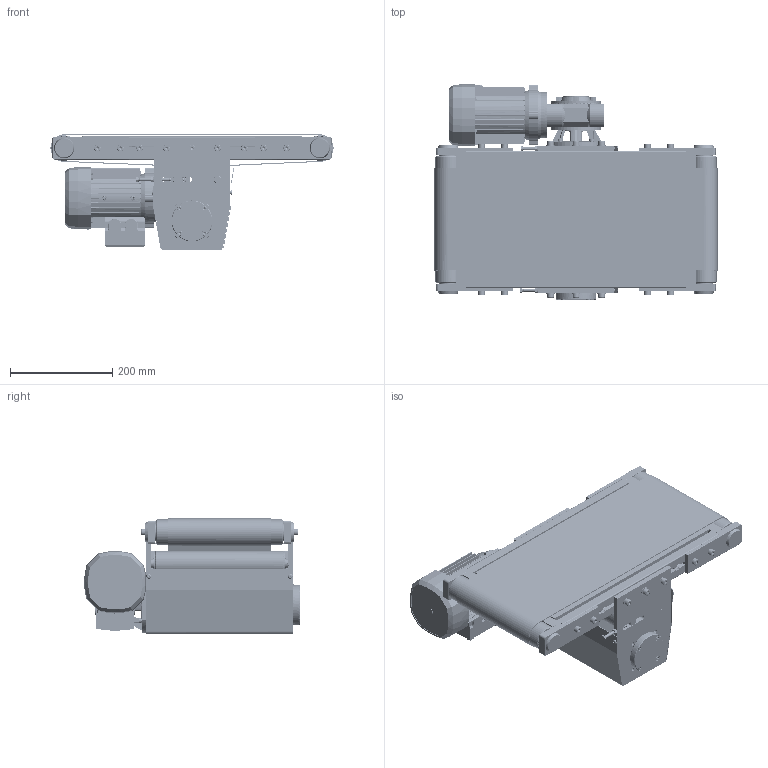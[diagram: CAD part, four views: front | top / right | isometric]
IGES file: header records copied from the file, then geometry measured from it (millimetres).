
Global section: file name: 914503; native system: Autodesk Inventor 2018; preprocessor: unknown; author: Spacek; date: 20181212.140531; units: millimetre
Bounding box: 553.99 x 421.71 x 225.8 mm (x, y, z)
Volume: 5856333 mm3; surface area: 3080110.1 mm2
Topology: 247 solids, 247 shells, 3943 faces, 10853 edges, 7210 vertices
Faces by surface type: bspline 3943
